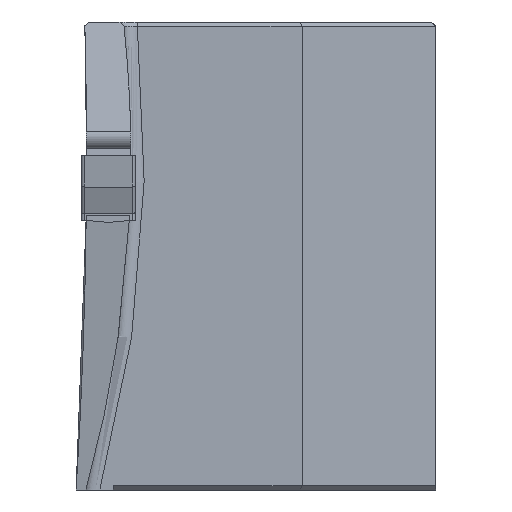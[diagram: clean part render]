
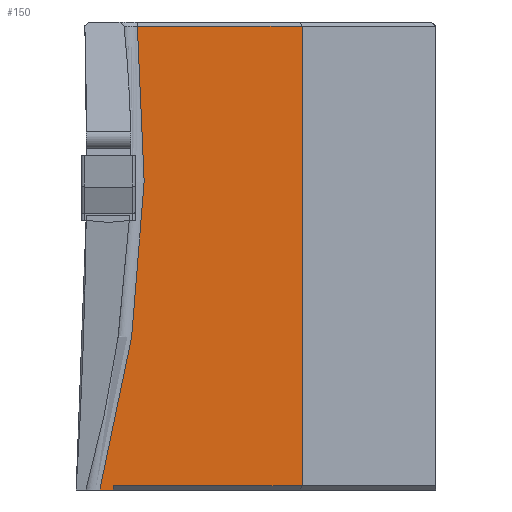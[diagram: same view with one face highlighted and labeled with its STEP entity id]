
A CAD part, left-side view. The second image highlights one B-rep face of the part: STEP entity #150.
In plain terms, the highlighted planar face has unit normal (-1, 0, 0).
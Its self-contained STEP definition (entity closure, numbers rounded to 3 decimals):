
#37=CIRCLE('',#1251,94.);
#150=ADVANCED_FACE('',(#258),#199,.F.);
#199=PLANE('',#1252);
#258=FACE_OUTER_BOUND('',#321,.T.);
#321=EDGE_LOOP('',(#573,#574,#575,#576,#577,#578));
#573=ORIENTED_EDGE('',*,*,#867,.T.);
#574=ORIENTED_EDGE('',*,*,#904,.T.);
#575=ORIENTED_EDGE('',*,*,#905,.T.);
#576=ORIENTED_EDGE('',*,*,#906,.T.);
#577=ORIENTED_EDGE('',*,*,#907,.T.);
#578=ORIENTED_EDGE('',*,*,#908,.T.);
#734=VERTEX_POINT('',#1788);
#735=VERTEX_POINT('',#1790);
#763=VERTEX_POINT('',#1929);
#764=VERTEX_POINT('',#1931);
#765=VERTEX_POINT('',#1933);
#766=VERTEX_POINT('',#1935);
#867=EDGE_CURVE('',#735,#734,#1011,.T.);
#904=EDGE_CURVE('',#734,#763,#1032,.T.);
#905=EDGE_CURVE('',#763,#764,#1033,.T.);
#906=EDGE_CURVE('',#764,#765,#1034,.T.);
#907=EDGE_CURVE('',#765,#766,#1035,.T.);
#908=EDGE_CURVE('',#766,#735,#37,.T.);
#1011=LINE('',#1789,#1135);
#1032=LINE('',#1928,#1156);
#1033=LINE('',#1930,#1157);
#1034=LINE('',#1932,#1158);
#1035=LINE('',#1934,#1159);
#1135=VECTOR('',#1456,1.);
#1156=VECTOR('',#1517,1.);
#1157=VECTOR('',#1518,1.);
#1158=VECTOR('',#1519,1.);
#1159=VECTOR('',#1520,1.);
#1251=AXIS2_PLACEMENT_3D('',#1936,#1521,#1522);
#1252=AXIS2_PLACEMENT_3D('',#1937,#1523,#1524);
#1456=DIRECTION('',(0.,-1.,0.));
#1517=DIRECTION('',(0.,0.,1.));
#1518=DIRECTION('',(0.,-1.,0.));
#1519=DIRECTION('',(0.,0.,1.));
#1520=DIRECTION('',(0.,1.,0.));
#1521=DIRECTION('',(1.,0.,0.));
#1522=DIRECTION('',(0.,0.,-1.));
#1523=DIRECTION('',(1.,0.,0.));
#1524=DIRECTION('',(0.,0.,-1.));
#1788=CARTESIAN_POINT('',(33.,-0.87,-25.));
#1789=CARTESIAN_POINT('',(33.,1.168,-25.));
#1790=CARTESIAN_POINT('',(33.,0.13,-25.));
#1928=CARTESIAN_POINT('',(33.,-0.87,-24.7));
#1929=CARTESIAN_POINT('',(33.,-0.87,-24.7));
#1930=CARTESIAN_POINT('',(33.,90.8,-24.7));
#1931=CARTESIAN_POINT('',(33.,-15.,-24.7));
#1932=CARTESIAN_POINT('',(33.,-15.,10.));
#1933=CARTESIAN_POINT('',(33.,-15.,9.7));
#1934=CARTESIAN_POINT('',(33.,90.8,9.7));
#1935=CARTESIAN_POINT('',(33.,-2.677,9.7));
#1936=CARTESIAN_POINT('',(33.,90.8,-0.2));
#1937=CARTESIAN_POINT('',(33.,90.8,-0.2));
